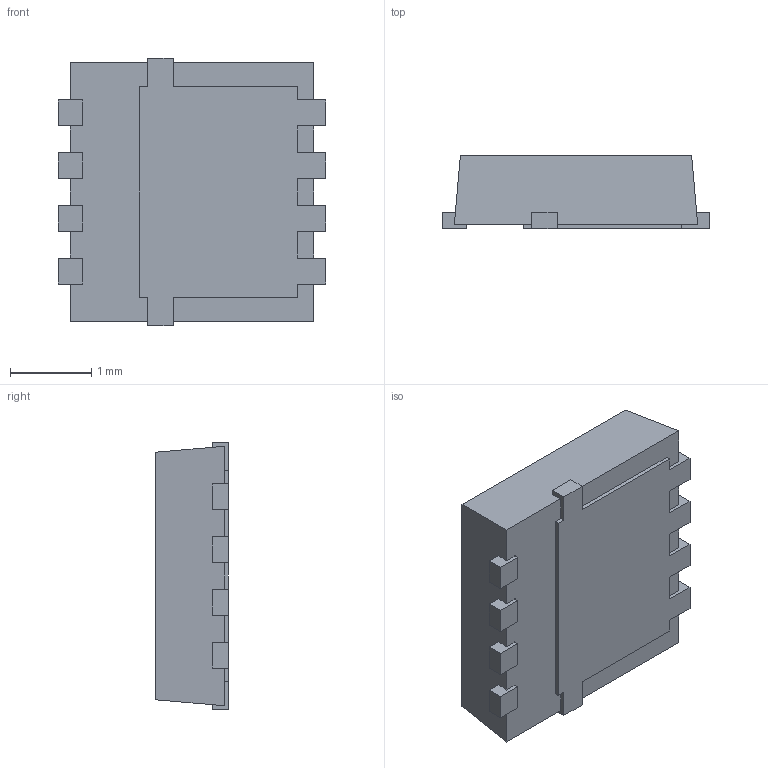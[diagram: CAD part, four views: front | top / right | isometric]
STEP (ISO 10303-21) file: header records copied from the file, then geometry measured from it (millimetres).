
FILE_DESCRIPTION (( 'STEP AP214' ), '1' );
FILE_NAME ('RQ3E100BNTB.STEP', '2022-03-11T06:59:49', ( '' ), ( '' ), 'SwSTEP 2.0', 'SolidWorks 2017', '' );
FILE_SCHEMA (( 'AUTOMOTIVE_DESIGN' ));
Length unit declared in the file: millimetre
Products named in the file (1): RQ3E100BNTB
Bounding box: 3.3 x 0.9 x 3.3 mm (x, y, z)
Volume: 8.1 mm3; surface area: 46.1 mm2
Topology: 7 solids, 7 shells, 109 faces, 282 edges, 188 vertices
Faces by surface type: plane 107, cylinder 2
Full cylindrical faces by diameter (mm): 0.3 x2
Entity records: 3338 total; most frequent: CARTESIAN_POINT 578, ORIENTED_EDGE 560, DIRECTION 504, EDGE_CURVE 280, LINE 276, VECTOR 276, VERTEX_POINT 188, AXIS2_PLACEMENT_3D 114
